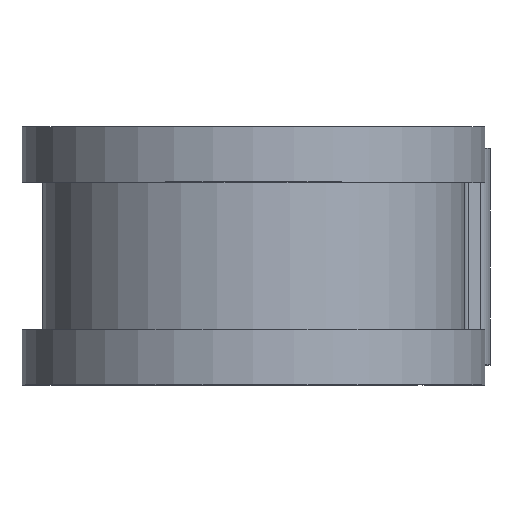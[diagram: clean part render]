
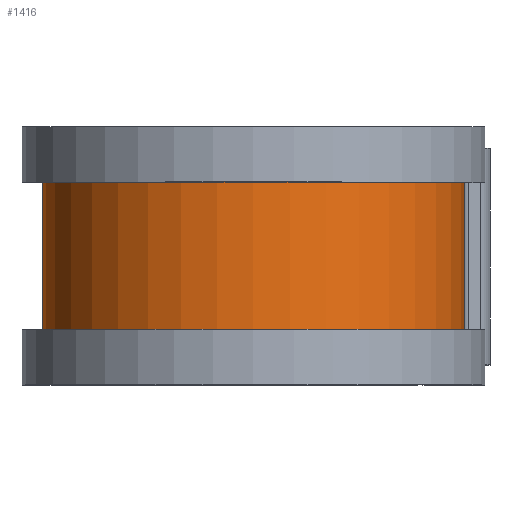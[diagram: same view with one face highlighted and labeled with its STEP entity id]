
A CAD part, top view. The second image highlights one B-rep face of the part: STEP entity #1416.
In plain terms, the highlighted cylindrical face has radius 15.443 mm (diameter 30.886 mm), a partial arc.
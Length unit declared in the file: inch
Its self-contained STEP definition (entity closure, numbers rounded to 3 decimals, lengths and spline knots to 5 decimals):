
#11 = CIRCLE ( 'NONE', #605, 0.608 ) ;
#68 = FACE_OUTER_BOUND ( 'NONE', #444, .T. ) ;
#134 = VECTOR ( 'NONE', #1569, 39.37008 ) ;
#150 = CARTESIAN_POINT ( 'NONE',  ( 0.608, -0.2125, 0. ) ) ;
#292 = ORIENTED_EDGE ( 'NONE', *, *, #1162, .F. ) ;
#295 = AXIS2_PLACEMENT_3D ( 'NONE', #856, #372, #1457 ) ;
#301 = VERTEX_POINT ( 'NONE', #1621 ) ;
#372 = DIRECTION ( 'NONE',  ( 0., -1., 0. ) ) ;
#390 = CARTESIAN_POINT ( 'NONE',  ( 0., 0.3125, -0.608 ) ) ;
#425 = ORIENTED_EDGE ( 'NONE', *, *, #1230, .F. ) ;
#431 = DIRECTION ( 'NONE',  ( 0., -1., 0. ) ) ;
#440 = CARTESIAN_POINT ( 'NONE',  ( 0., 0.2125, 0. ) ) ;
#443 = DIRECTION ( 'NONE',  ( 0., -1., 0. ) ) ;
#444 = EDGE_LOOP ( 'NONE', ( #425, #1618, #543, #292 ) ) ;
#470 = DIRECTION ( 'NONE',  ( 0., 0., -1. ) ) ;
#543 = ORIENTED_EDGE ( 'NONE', *, *, #1253, .T. ) ;
#550 = LINE ( 'NONE', #859, #134 ) ;
#552 = DIRECTION ( 'NONE',  ( 0., -1., 0. ) ) ;
#563 = CARTESIAN_POINT ( 'NONE',  ( 0.608, 0.2125, 0. ) ) ;
#564 = VERTEX_POINT ( 'NONE', #1445 ) ;
#605 = AXIS2_PLACEMENT_3D ( 'NONE', #1130, #552, #1664 ) ;
#687 = EDGE_CURVE ( 'NONE', #923, #301, #1011, .T. ) ;
#807 = CYLINDRICAL_SURFACE ( 'NONE', #295, 0.608 ) ;
#856 = CARTESIAN_POINT ( 'NONE',  ( 0., 0.3125, 0. ) ) ;
#859 = CARTESIAN_POINT ( 'NONE',  ( 0.608, 0.3125, 0. ) ) ;
#923 = VERTEX_POINT ( 'NONE', #563 ) ;
#1011 = CIRCLE ( 'NONE', #1099, 0.608 ) ;
#1099 = AXIS2_PLACEMENT_3D ( 'NONE', #440, #443, #470 ) ;
#1130 = CARTESIAN_POINT ( 'NONE',  ( 0., -0.2125, 0. ) ) ;
#1162 = EDGE_CURVE ( 'NONE', #1754, #564, #11, .T. ) ;
#1218 = VECTOR ( 'NONE', #431, 39.37008 ) ;
#1230 = EDGE_CURVE ( 'NONE', #923, #1754, #550, .T. ) ;
#1242 = LINE ( 'NONE', #390, #1218 ) ;
#1253 = EDGE_CURVE ( 'NONE', #301, #564, #1242, .T. ) ;
#1416 = ADVANCED_FACE ( 'NONE', ( #68 ), #807, .T. ) ;
#1445 = CARTESIAN_POINT ( 'NONE',  ( 0., -0.2125, -0.608 ) ) ;
#1457 = DIRECTION ( 'NONE',  ( 0., 0., -1. ) ) ;
#1569 = DIRECTION ( 'NONE',  ( 0., -1., 0. ) ) ;
#1618 = ORIENTED_EDGE ( 'NONE', *, *, #687, .T. ) ;
#1621 = CARTESIAN_POINT ( 'NONE',  ( 0., 0.2125, -0.608 ) ) ;
#1664 = DIRECTION ( 'NONE',  ( 0., 0., -1. ) ) ;
#1754 = VERTEX_POINT ( 'NONE', #150 ) ;
